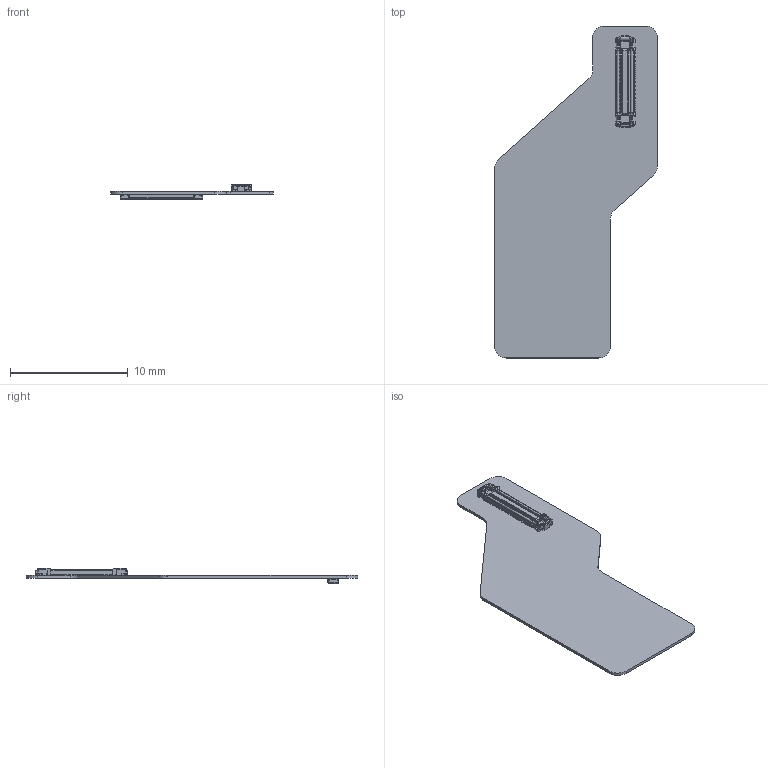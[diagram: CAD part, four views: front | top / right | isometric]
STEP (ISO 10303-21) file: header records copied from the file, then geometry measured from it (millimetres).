
FILE_DESCRIPTION(('Open CASCADE Model'),'2;1');
FILE_NAME('Open CASCADE Shape Model','2023-10-05T18:56:35',('Author'),( 'Open CASCADE'),'Open CASCADE STEP processor 7.5','Open CASCADE 7.5' ,'Unknown');
FILE_SCHEMA(('AUTOMOTIVE_DESIGN { 1 0 10303 214 1 1 1 1 }'));
Length unit declared in the file: millimetre
Products named in the file (9): PCB; Board; Open CASCADE STEP translator 7.5 7.1.1; J2; BM28-30DP; BM28B0.6-30DP; J1; BM28-30DS; BM28B0.6-30DS
Assembly tree (8 placements, depth 4):
  PCB
    Board
      Open CASCADE STEP translator 7.5 7.1.1
    J2
      BM28-30DP
        BM28B0.6-30DP
    J1
      BM28-30DS
        BM28B0.6-30DS
Bounding box: 13.85 x 28.26 x 1.3 mm (x, y, z)
Volume: 70 mm3; surface area: 631.8 mm2
Topology: 3 solids, 3 shells, 1877 faces, 5256 edges, 3365 vertices
Faces by surface type: plane 1474, cylinder 315, cone 72, bspline 12, revolution 4
Entity records: 61457 total; most frequent: CARTESIAN_POINT 12535, ORIENTED_EDGE 10496, DIRECTION 9688, EDGE_CURVE 5248, LINE 4408, VECTOR 4408, VERTEX_POINT 3365, AXIS2_PLACEMENT_3D 2638
